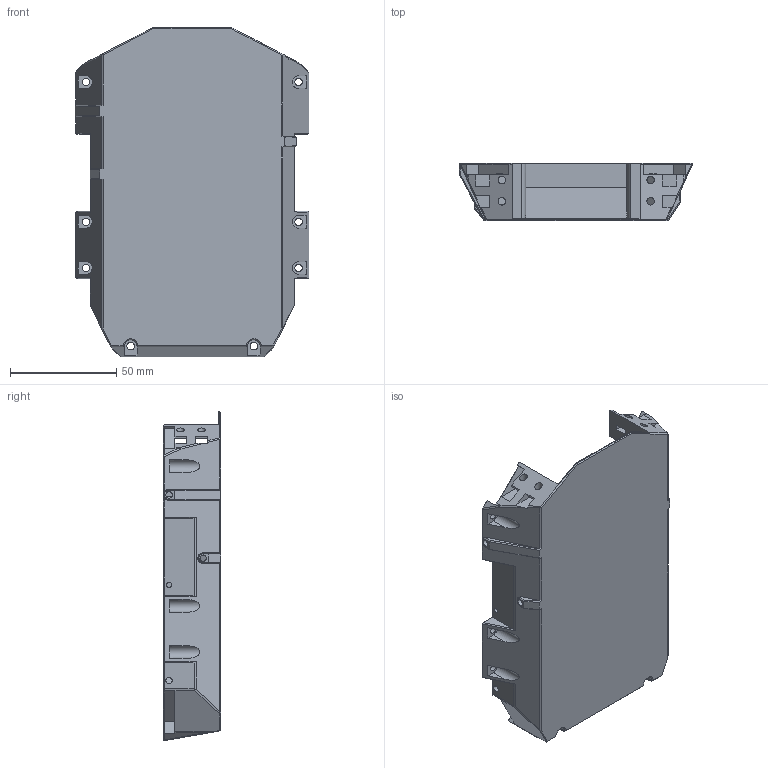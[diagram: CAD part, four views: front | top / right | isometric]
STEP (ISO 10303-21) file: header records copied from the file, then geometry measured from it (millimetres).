
FILE_DESCRIPTION(/* description */ (''),/* implementation_level */ '2;1');
FILE_NAME(/* name */ 'PowerCompartment.step',/* time_stamp */ '2023-01-01T02:11:28-06:00',/* author */ (''),/* organization */ (''),/* preprocessor_version */ 'ST-DEVELOPER v19.2',/* originating_system */ 'Autodesk Translation Framework v11.17.0.187',/* authorisation */ '');
FILE_SCHEMA (('AUTOMOTIVE_DESIGN { 1 0 10303 214 3 1 1 }'));
Length unit declared in the file: millimetre
Products named in the file (1): PowerCompartment
Bounding box: 109.79 x 27 x 154.91 mm (x, y, z)
Volume: 47644.5 mm3; surface area: 52950 mm2
Topology: 1 solids, 1 shells, 302 faces, 827 edges, 530 vertices
Faces by surface type: plane 250, cylinder 46, cone 5, bspline 1
Full cylindrical faces by diameter (mm): 2.5 x1, 3 x6, 3.5 x16
Entity records: 9567 total; most frequent: CARTESIAN_POINT 1708, ORIENTED_EDGE 1654, DIRECTION 1537, EDGE_CURVE 827, LINE 715, VECTOR 715, VERTEX_POINT 530, AXIS2_PLACEMENT_3D 411
